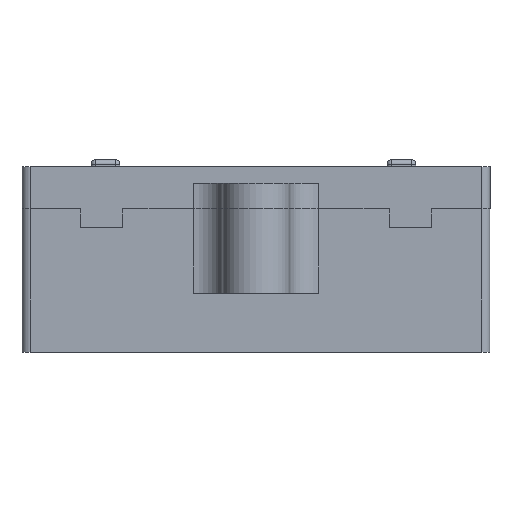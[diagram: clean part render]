
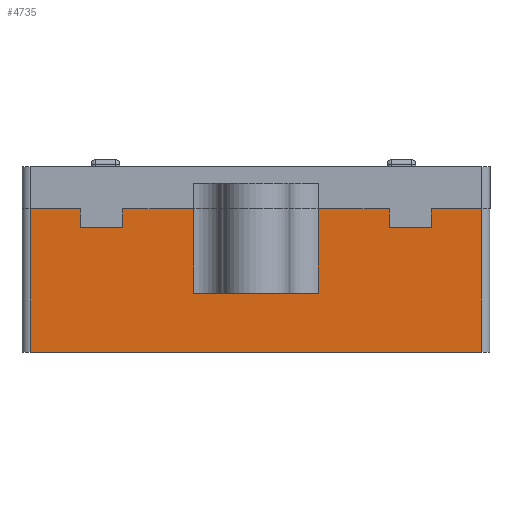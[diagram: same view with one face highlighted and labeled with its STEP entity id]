
A CAD part, front view. The second image highlights one B-rep face of the part: STEP entity #4735.
In plain terms, the highlighted planar face has unit normal (0, -1, 0).
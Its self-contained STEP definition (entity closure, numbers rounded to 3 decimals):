
#217=FACE_OUTER_BOUND('',#469,.T.);
#469=EDGE_LOOP('',(#3229,#3230,#3231,#3232,#3233,#3234,#3235,#3236,#3237,
#3238,#3239,#3240,#3241,#3242,#3243,#3244));
#776=LINE('',#6786,#1400);
#778=LINE('',#6792,#1402);
#779=LINE('',#6794,#1403);
#780=LINE('',#6796,#1404);
#781=LINE('',#6798,#1405);
#782=LINE('',#6800,#1406);
#783=LINE('',#6802,#1407);
#784=LINE('',#6804,#1408);
#785=LINE('',#6806,#1409);
#786=LINE('',#6808,#1410);
#787=LINE('',#6810,#1411);
#788=LINE('',#6812,#1412);
#789=LINE('',#6814,#1413);
#790=LINE('',#6816,#1414);
#791=LINE('',#6818,#1415);
#792=LINE('',#6819,#1416);
#1400=VECTOR('',#5475,10.);
#1402=VECTOR('',#5481,10.);
#1403=VECTOR('',#5482,10.);
#1404=VECTOR('',#5483,10.);
#1405=VECTOR('',#5484,10.);
#1406=VECTOR('',#5485,10.);
#1407=VECTOR('',#5486,10.);
#1408=VECTOR('',#5487,10.);
#1409=VECTOR('',#5488,10.);
#1410=VECTOR('',#5489,10.);
#1411=VECTOR('',#5490,10.);
#1412=VECTOR('',#5491,10.);
#1413=VECTOR('',#5492,10.);
#1414=VECTOR('',#5493,10.);
#1415=VECTOR('',#5494,10.);
#1416=VECTOR('',#5495,10.);
#2015=VERTEX_POINT('',#6783);
#2016=VERTEX_POINT('',#6785);
#2018=VERTEX_POINT('',#6791);
#2019=VERTEX_POINT('',#6793);
#2020=VERTEX_POINT('',#6795);
#2021=VERTEX_POINT('',#6797);
#2022=VERTEX_POINT('',#6799);
#2023=VERTEX_POINT('',#6801);
#2024=VERTEX_POINT('',#6803);
#2025=VERTEX_POINT('',#6805);
#2026=VERTEX_POINT('',#6807);
#2027=VERTEX_POINT('',#6809);
#2028=VERTEX_POINT('',#6811);
#2029=VERTEX_POINT('',#6813);
#2030=VERTEX_POINT('',#6815);
#2031=VERTEX_POINT('',#6817);
#2486=EDGE_CURVE('',#2015,#2016,#776,.T.);
#2489=EDGE_CURVE('',#2015,#2018,#778,.T.);
#2490=EDGE_CURVE('',#2019,#2018,#779,.T.);
#2491=EDGE_CURVE('',#2020,#2019,#780,.T.);
#2492=EDGE_CURVE('',#2020,#2021,#781,.T.);
#2493=EDGE_CURVE('',#2021,#2022,#782,.T.);
#2494=EDGE_CURVE('',#2022,#2023,#783,.T.);
#2495=EDGE_CURVE('',#2024,#2023,#784,.T.);
#2496=EDGE_CURVE('',#2025,#2024,#785,.T.);
#2497=EDGE_CURVE('',#2025,#2026,#786,.T.);
#2498=EDGE_CURVE('',#2026,#2027,#787,.T.);
#2499=EDGE_CURVE('',#2028,#2027,#788,.T.);
#2500=EDGE_CURVE('',#2028,#2029,#789,.T.);
#2501=EDGE_CURVE('',#2029,#2030,#790,.T.);
#2502=EDGE_CURVE('',#2030,#2031,#791,.T.);
#2503=EDGE_CURVE('',#2016,#2031,#792,.T.);
#3229=ORIENTED_EDGE('',*,*,#2486,.F.);
#3230=ORIENTED_EDGE('',*,*,#2489,.T.);
#3231=ORIENTED_EDGE('',*,*,#2490,.F.);
#3232=ORIENTED_EDGE('',*,*,#2491,.F.);
#3233=ORIENTED_EDGE('',*,*,#2492,.T.);
#3234=ORIENTED_EDGE('',*,*,#2493,.T.);
#3235=ORIENTED_EDGE('',*,*,#2494,.T.);
#3236=ORIENTED_EDGE('',*,*,#2495,.F.);
#3237=ORIENTED_EDGE('',*,*,#2496,.F.);
#3238=ORIENTED_EDGE('',*,*,#2497,.T.);
#3239=ORIENTED_EDGE('',*,*,#2498,.T.);
#3240=ORIENTED_EDGE('',*,*,#2499,.F.);
#3241=ORIENTED_EDGE('',*,*,#2500,.T.);
#3242=ORIENTED_EDGE('',*,*,#2501,.T.);
#3243=ORIENTED_EDGE('',*,*,#2502,.T.);
#3244=ORIENTED_EDGE('',*,*,#2503,.F.);
#4521=PLANE('',#5046);
#4735=ADVANCED_FACE('',(#217),#4521,.T.);
#5046=AXIS2_PLACEMENT_3D('',#6790,#5479,#5480);
#5475=DIRECTION('',(0.,0.,1.));
#5479=DIRECTION('center_axis',(0.,-1.,0.));
#5480=DIRECTION('ref_axis',(1.,0.,0.));
#5481=DIRECTION('',(-1.,0.,0.));
#5482=DIRECTION('',(0.,0.,-1.));
#5483=DIRECTION('',(1.,0.,0.));
#5484=DIRECTION('',(0.,0.,-1.));
#5485=DIRECTION('',(-1.,0.,0.));
#5486=DIRECTION('',(0.,0.,1.));
#5487=DIRECTION('',(1.,0.,0.));
#5488=DIRECTION('',(0.,0.,1.));
#5489=DIRECTION('',(1.,0.,0.));
#5490=DIRECTION('',(0.,0.,1.));
#5491=DIRECTION('',(1.,0.,0.));
#5492=DIRECTION('',(0.,0.,-1.));
#5493=DIRECTION('',(-1.,0.,0.));
#5494=DIRECTION('',(0.,0.,1.));
#5495=DIRECTION('',(1.,0.,0.));
#6783=CARTESIAN_POINT('',(35.15,0.,7.));
#6785=CARTESIAN_POINT('',(35.15,0.,17.));
#6786=CARTESIAN_POINT('',(35.15,0.,3.5));
#6790=CARTESIAN_POINT('Origin',(1.,0.,0.));
#6791=CARTESIAN_POINT('',(20.35,0.,7.));
#6792=CARTESIAN_POINT('',(14.375,0.,7.));
#6793=CARTESIAN_POINT('',(20.35,0.,17.));
#6794=CARTESIAN_POINT('',(20.35,0.,3.5));
#6795=CARTESIAN_POINT('',(11.938,0.,17.));
#6796=CARTESIAN_POINT('',(1.,0.,17.));
#6797=CARTESIAN_POINT('',(11.938,0.,14.75));
#6798=CARTESIAN_POINT('',(11.938,0.,8.5));
#6799=CARTESIAN_POINT('',(6.938,0.,14.75));
#6800=CARTESIAN_POINT('',(6.469,0.,14.75));
#6801=CARTESIAN_POINT('',(6.938,0.,17.));
#6802=CARTESIAN_POINT('',(6.938,0.,7.375));
#6803=CARTESIAN_POINT('',(1.,0.,17.));
#6804=CARTESIAN_POINT('',(1.,0.,17.));
#6805=CARTESIAN_POINT('',(1.,0.,0.));
#6806=CARTESIAN_POINT('',(1.,0.,0.));
#6807=CARTESIAN_POINT('',(54.5,0.,0.));
#6808=CARTESIAN_POINT('',(1.,0.,0.));
#6809=CARTESIAN_POINT('',(54.5,0.,17.));
#6810=CARTESIAN_POINT('',(54.5,0.,0.));
#6811=CARTESIAN_POINT('',(48.563,0.,17.));
#6812=CARTESIAN_POINT('',(1.,0.,17.));
#6813=CARTESIAN_POINT('',(48.563,0.,14.75));
#6814=CARTESIAN_POINT('',(48.563,0.,8.5));
#6815=CARTESIAN_POINT('',(43.563,0.,14.75));
#6816=CARTESIAN_POINT('',(24.781,0.,14.75));
#6817=CARTESIAN_POINT('',(43.563,0.,17.));
#6818=CARTESIAN_POINT('',(43.563,0.,7.375));
#6819=CARTESIAN_POINT('',(1.,0.,17.));
